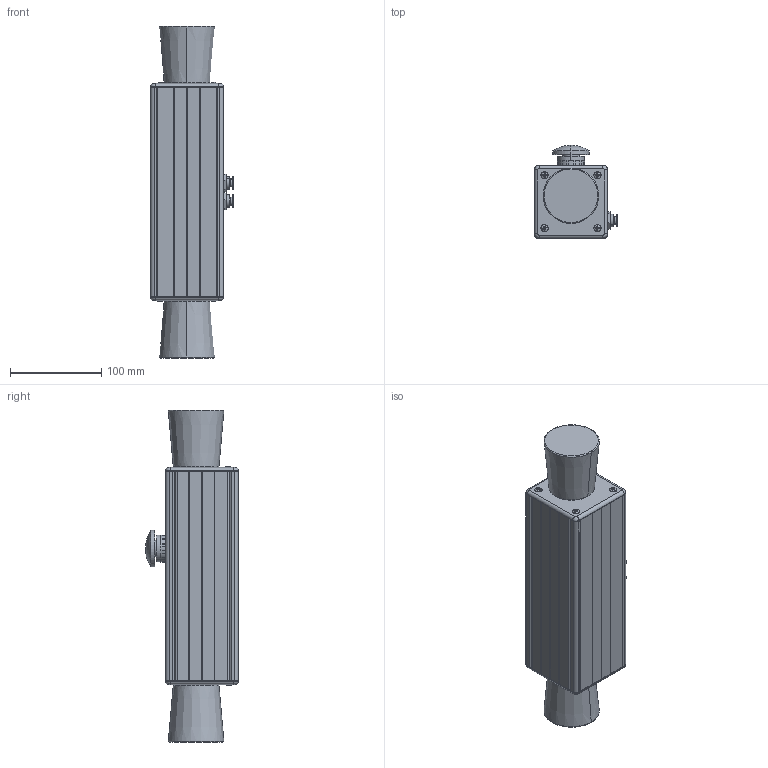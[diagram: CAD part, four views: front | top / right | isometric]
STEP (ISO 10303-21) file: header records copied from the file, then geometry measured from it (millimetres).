
FILE_DESCRIPTION (( 'STEP AP203' ), '1' );
FILE_NAME ('08.363.4.STEP', '2019-01-11T13:28:59', ( '' ), ( '' ), 'SwSTEP 2.0', 'SolidWorks 2016', '' );
FILE_SCHEMA (( 'CONFIG_CONTROL_DESIGN' ));
Products named in the file (1): 08.363.4
Bounding box: 91 x 102 x 364 mm (x, y, z)
Volume: 704500.1 mm3; surface area: 321063.6 mm2
Topology: 34 solids, 34 shells, 2163 faces, 5767 edges, 3713 vertices
Faces by surface type: plane 1325, cylinder 396, cone 204, bspline 140, torus 82, sphere 16
Entity records: 73461 total; most frequent: CARTESIAN_POINT 19475, ORIENTED_EDGE 11478, DIRECTION 11035, EDGE_CURVE 5739, VERTEX_POINT 3713, LINE 3703, VECTOR 3703, AXIS2_PLACEMENT_3D 3666
